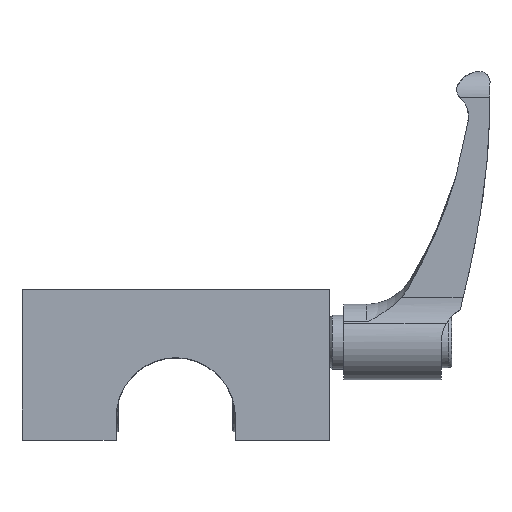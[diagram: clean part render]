
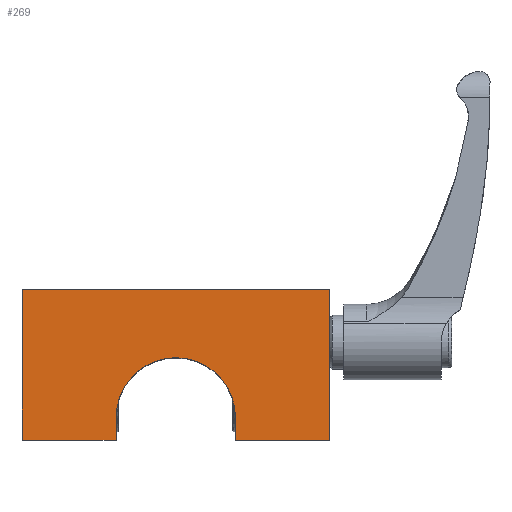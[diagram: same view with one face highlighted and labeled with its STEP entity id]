
A CAD part, top view. The second image highlights one B-rep face of the part: STEP entity #269.
In plain terms, the highlighted face is planar.
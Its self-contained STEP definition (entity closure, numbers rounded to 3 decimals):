
#269 = ADVANCED_FACE( '', ( #544 ), #545, .F. );
#544 = FACE_OUTER_BOUND( '', #852, .T. );
#545 = PLANE( '', #853 );
#852 = EDGE_LOOP( '', ( #1408, #1409, #1410, #1411, #1412, #1413, #1414, #1415 ) );
#853 = AXIS2_PLACEMENT_3D( '', #1416, #1417, #1418 );
#1408 = ORIENTED_EDGE( '', *, *, #1696, .F. );
#1409 = ORIENTED_EDGE( '', *, *, #1634, .F. );
#1410 = ORIENTED_EDGE( '', *, *, #1574, .F. );
#1411 = ORIENTED_EDGE( '', *, *, #1638, .F. );
#1412 = ORIENTED_EDGE( '', *, *, #1623, .F. );
#1413 = ORIENTED_EDGE( '', *, *, #1537, .T. );
#1414 = ORIENTED_EDGE( '', *, *, #1559, .F. );
#1415 = ORIENTED_EDGE( '', *, *, #1657, .F. );
#1416 = CARTESIAN_POINT( '', ( -34., 8., 0. ) );
#1417 = DIRECTION( '', ( 1., 0., 0. ) );
#1418 = DIRECTION( '', ( 0., 0., -1. ) );
#1537 = EDGE_CURVE( '', #1812, #1810, #1813, .T. );
#1559 = EDGE_CURVE( '', #1846, #1810, #1848, .T. );
#1574 = EDGE_CURVE( '', #1867, #1868, #1869, .T. );
#1623 = EDGE_CURVE( '', #1812, #1940, #1941, .T. );
#1634 = EDGE_CURVE( '', #1868, #1954, #1955, .T. );
#1638 = EDGE_CURVE( '', #1940, #1867, #1960, .T. );
#1657 = EDGE_CURVE( '', #1985, #1846, #1986, .T. );
#1696 = EDGE_CURVE( '', #1954, #1985, #2033, .T. );
#1810 = VERTEX_POINT( '', #2287 );
#1812 = VERTEX_POINT( '', #2290 );
#1813 = CIRCLE( '', #2291, 21. );
#1846 = VERTEX_POINT( '', #2408 );
#1848 = LINE( '', #2411, #2412 );
#1867 = VERTEX_POINT( '', #2431 );
#1868 = VERTEX_POINT( '', #2432 );
#1869 = LINE( '', #2433, #2434 );
#1940 = VERTEX_POINT( '', #2621 );
#1941 = LINE( '', #2622, #2623 );
#1954 = VERTEX_POINT( '', #2658 );
#1955 = LINE( '', #2659, #2660 );
#1960 = LINE( '', #2666, #2667 );
#1985 = VERTEX_POINT( '', #2721 );
#1986 = LINE( '', #2722, #2723 );
#2033 = LINE( '', #2848, #2849 );
#2287 = CARTESIAN_POINT( '', ( -34., 8., 21. ) );
#2290 = CARTESIAN_POINT( '', ( -34., 8., -21. ) );
#2291 = AXIS2_PLACEMENT_3D( '', #2924, #2925, #2926 );
#2408 = CARTESIAN_POINT( '', ( -34., 0., 21. ) );
#2411 = CARTESIAN_POINT( '', ( -34., 0., 21. ) );
#2412 = VECTOR( '', #2940, 1000. );
#2431 = CARTESIAN_POINT( '', ( -34., 0., -54. ) );
#2432 = CARTESIAN_POINT( '', ( -34., 53., -54. ) );
#2433 = CARTESIAN_POINT( '', ( -34., 0., -54. ) );
#2434 = VECTOR( '', #2968, 1000. );
#2621 = CARTESIAN_POINT( '', ( -34., 0., -21. ) );
#2622 = CARTESIAN_POINT( '', ( -34., 8., -21. ) );
#2623 = VECTOR( '', #3025, 1000. );
#2658 = CARTESIAN_POINT( '', ( -34., 53., 54. ) );
#2659 = CARTESIAN_POINT( '', ( -34., 53., -54. ) );
#2660 = VECTOR( '', #3035, 1000. );
#2666 = CARTESIAN_POINT( '', ( -34., 0., -21. ) );
#2667 = VECTOR( '', #3040, 1000. );
#2721 = CARTESIAN_POINT( '', ( -34., 0., 54. ) );
#2722 = CARTESIAN_POINT( '', ( -34., 0., 54. ) );
#2723 = VECTOR( '', #3056, 1000. );
#2848 = CARTESIAN_POINT( '', ( -34., 53., 54. ) );
#2849 = VECTOR( '', #3080, 1000. );
#2924 = CARTESIAN_POINT( '', ( -34., 8., 0. ) );
#2925 = DIRECTION( '', ( 1., 0., 0. ) );
#2926 = DIRECTION( '', ( 0., 0., -1. ) );
#2940 = DIRECTION( '', ( 0., 1., 0. ) );
#2968 = DIRECTION( '', ( 0., 1., 0. ) );
#3025 = DIRECTION( '', ( 0., -1., 0. ) );
#3035 = DIRECTION( '', ( 0., 0., 1. ) );
#3040 = DIRECTION( '', ( 0., 0., -1. ) );
#3056 = DIRECTION( '', ( 0., 0., -1. ) );
#3080 = DIRECTION( '', ( 0., -1., 0. ) );
